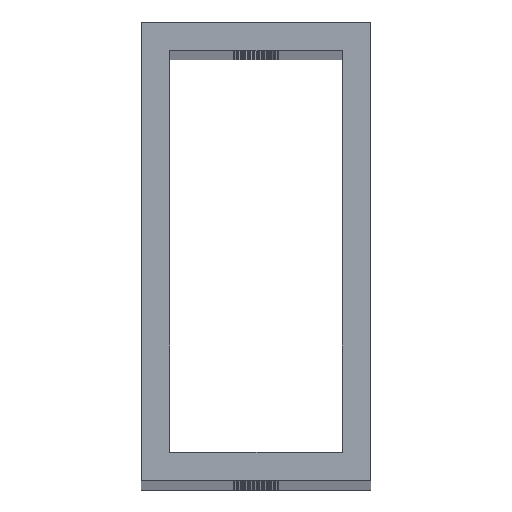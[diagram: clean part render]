
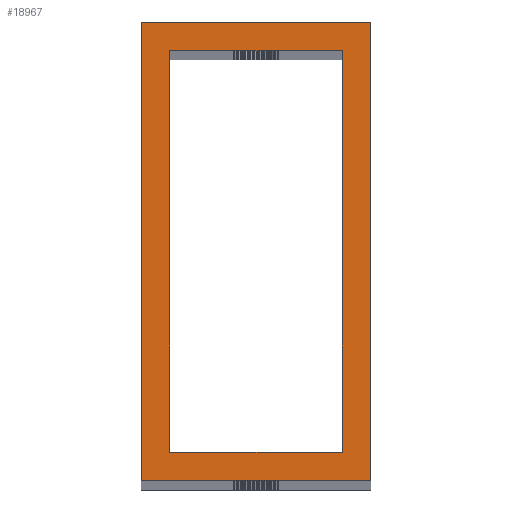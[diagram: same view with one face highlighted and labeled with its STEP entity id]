
A CAD part, top view. The second image highlights one B-rep face of the part: STEP entity #18967.
In plain terms, the highlighted planar face has unit normal (0, 0, 1).
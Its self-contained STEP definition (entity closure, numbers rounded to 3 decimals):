
#206 = CARTESIAN_POINT ( 'NONE',  ( -12.7, 25.4, 584.2 ) ) ;
#1442 = LINE ( 'NONE', #1866, #10971 ) ;
#1771 = CARTESIAN_POINT ( 'NONE',  ( -9.525, -22.225, 584.2 ) ) ;
#1866 = CARTESIAN_POINT ( 'NONE',  ( -12.7, 25.4, 584.2 ) ) ;
#3074 = LINE ( 'NONE', #30232, #33727 ) ;
#3234 = VECTOR ( 'NONE', #13298, 1000. ) ;
#3326 = ORIENTED_EDGE ( 'NONE', *, *, #19297, .T. ) ;
#3607 = CARTESIAN_POINT ( 'NONE',  ( -9.525, 22.225, 584.2 ) ) ;
#3802 = CARTESIAN_POINT ( 'NONE',  ( -12.7, -25.4, 584.2 ) ) ;
#4367 = VERTEX_POINT ( 'NONE', #40520 ) ;
#5437 = VERTEX_POINT ( 'NONE', #8764 ) ;
#5510 = EDGE_CURVE ( 'NONE', #27446, #4367, #40976, .T. ) ;
#5661 = ORIENTED_EDGE ( 'NONE', *, *, #20303, .T. ) ;
#6243 = CARTESIAN_POINT ( 'NONE',  ( -12.7, -25.4, 584.2 ) ) ;
#8764 = CARTESIAN_POINT ( 'NONE',  ( 9.525, -22.225, 584.2 ) ) ;
#9337 = EDGE_CURVE ( 'NONE', #4367, #29693, #30443, .T. ) ;
#10971 = VECTOR ( 'NONE', #28788, 1000. ) ;
#11233 = CARTESIAN_POINT ( 'NONE',  ( 9.525, 22.225, 584.2 ) ) ;
#12308 = LINE ( 'NONE', #32563, #21318 ) ;
#13298 = DIRECTION ( 'NONE',  ( 1., 0., 0. ) ) ;
#17553 = CARTESIAN_POINT ( 'NONE',  ( 12.7, 25.4, 584.2 ) ) ;
#18967 = ADVANCED_FACE ( 'NONE', ( #39387, #20052 ), #22489, .F. ) ;
#19297 = EDGE_CURVE ( 'NONE', #35579, #39251, #19549, .T. ) ;
#19549 = LINE ( 'NONE', #39543, #41081 ) ;
#19964 = ORIENTED_EDGE ( 'NONE', *, *, #29944, .F. ) ;
#20052 = FACE_BOUND ( 'NONE', #23266, .T. ) ;
#20303 = EDGE_CURVE ( 'NONE', #22042, #43163, #37608, .T. ) ;
#20493 = DIRECTION ( 'NONE',  ( 0., -1., 0. ) ) ;
#20637 = VECTOR ( 'NONE', #37864, 1000. ) ;
#21318 = VECTOR ( 'NONE', #25876, 1000. ) ;
#22042 = VERTEX_POINT ( 'NONE', #206 ) ;
#22489 = PLANE ( 'NONE',  #37236 ) ;
#22752 = ORIENTED_EDGE ( 'NONE', *, *, #26006, .F. ) ;
#23095 = DIRECTION ( 'NONE',  ( 0., -1., 0. ) ) ;
#23266 = EDGE_LOOP ( 'NONE', ( #19964, #22752, #24015, #32680 ) ) ;
#23659 = ORIENTED_EDGE ( 'NONE', *, *, #32895, .T. ) ;
#24015 = ORIENTED_EDGE ( 'NONE', *, *, #9337, .F. ) ;
#25876 = DIRECTION ( 'NONE',  ( 1., 0., 0. ) ) ;
#26006 = EDGE_CURVE ( 'NONE', #29693, #5437, #12308, .T. ) ;
#26036 = DIRECTION ( 'NONE',  ( 0., 0., -1. ) ) ;
#26644 = CARTESIAN_POINT ( 'NONE',  ( -9.525, -22.225, 584.2 ) ) ;
#27446 = VERTEX_POINT ( 'NONE', #11233 ) ;
#28401 = ORIENTED_EDGE ( 'NONE', *, *, #31713, .T. ) ;
#28788 = DIRECTION ( 'NONE',  ( -1., 0., 0. ) ) ;
#29343 = DIRECTION ( 'NONE',  ( 0., 1., 0. ) ) ;
#29693 = VERTEX_POINT ( 'NONE', #1771 ) ;
#29930 = CARTESIAN_POINT ( 'NONE',  ( 12.7, -25.4, 584.2 ) ) ;
#29944 = EDGE_CURVE ( 'NONE', #5437, #27446, #3074, .T. ) ;
#30232 = CARTESIAN_POINT ( 'NONE',  ( 9.525, -22.225, 584.2 ) ) ;
#30443 = LINE ( 'NONE', #26644, #31347 ) ;
#31347 = VECTOR ( 'NONE', #23095, 1000. ) ;
#31713 = EDGE_CURVE ( 'NONE', #39251, #22042, #1442, .T. ) ;
#32563 = CARTESIAN_POINT ( 'NONE',  ( -9.525, -22.225, 584.2 ) ) ;
#32680 = ORIENTED_EDGE ( 'NONE', *, *, #5510, .F. ) ;
#32739 = CARTESIAN_POINT ( 'NONE',  ( 0., 0., 584.2 ) ) ;
#32895 = EDGE_CURVE ( 'NONE', #43163, #35579, #43750, .T. ) ;
#33572 = CARTESIAN_POINT ( 'NONE',  ( -12.7, -25.4, 584.2 ) ) ;
#33727 = VECTOR ( 'NONE', #43755, 1000. ) ;
#35579 = VERTEX_POINT ( 'NONE', #29930 ) ;
#37236 = AXIS2_PLACEMENT_3D ( 'NONE', #32739, #26036, #39592 ) ;
#37608 = LINE ( 'NONE', #3802, #41762 ) ;
#37864 = DIRECTION ( 'NONE',  ( -1., 0., 0. ) ) ;
#39251 = VERTEX_POINT ( 'NONE', #17553 ) ;
#39387 = FACE_OUTER_BOUND ( 'NONE', #42177, .T. ) ;
#39543 = CARTESIAN_POINT ( 'NONE',  ( 12.7, -25.4, 584.2 ) ) ;
#39592 = DIRECTION ( 'NONE',  ( -1., 0., 0. ) ) ;
#40520 = CARTESIAN_POINT ( 'NONE',  ( -9.525, 22.225, 584.2 ) ) ;
#40976 = LINE ( 'NONE', #3607, #20637 ) ;
#41081 = VECTOR ( 'NONE', #29343, 1000. ) ;
#41762 = VECTOR ( 'NONE', #20493, 1000. ) ;
#42177 = EDGE_LOOP ( 'NONE', ( #3326, #28401, #5661, #23659 ) ) ;
#43163 = VERTEX_POINT ( 'NONE', #6243 ) ;
#43750 = LINE ( 'NONE', #33572, #3234 ) ;
#43755 = DIRECTION ( 'NONE',  ( 0., 1., 0. ) ) ;
